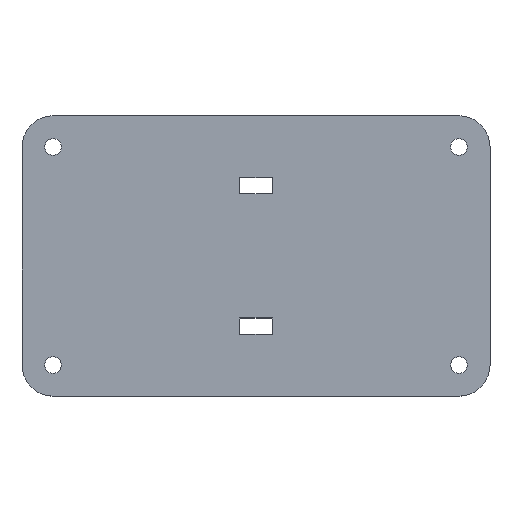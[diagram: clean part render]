
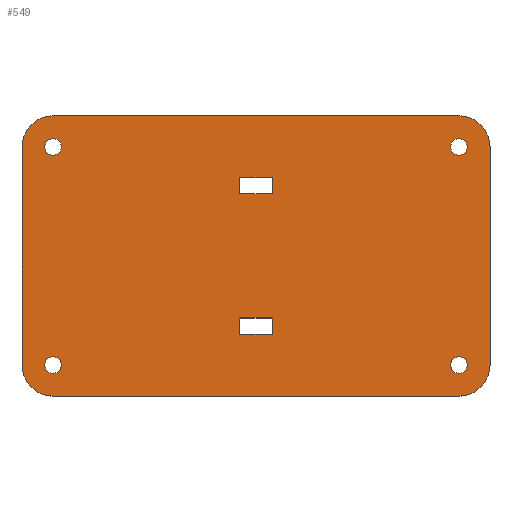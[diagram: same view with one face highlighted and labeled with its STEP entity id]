
A CAD part, top view. The second image highlights one B-rep face of the part: STEP entity #549.
In plain terms, the highlighted planar face has unit normal (0, 0, 1).
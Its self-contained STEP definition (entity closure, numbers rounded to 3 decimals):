
#19=FACE_BOUND('',#112,.T.);
#20=FACE_BOUND('',#113,.T.);
#21=FACE_BOUND('',#114,.T.);
#22=FACE_BOUND('',#115,.T.);
#23=FACE_BOUND('',#116,.T.);
#24=FACE_BOUND('',#117,.T.);
#47=PLANE('',#626);
#77=FACE_OUTER_BOUND('',#111,.T.);
#111=EDGE_LOOP('',(#469,#470,#471,#472,#473,#474,#475,#476));
#112=EDGE_LOOP('',(#477,#478,#479,#480));
#113=EDGE_LOOP('',(#481,#482,#483,#484));
#114=EDGE_LOOP('',(#485));
#115=EDGE_LOOP('',(#486));
#116=EDGE_LOOP('',(#487));
#117=EDGE_LOOP('',(#488));
#131=LINE('',#830,#179);
#134=LINE('',#836,#182);
#137=LINE('',#842,#185);
#140=LINE('',#846,#188);
#143=LINE('',#854,#191);
#146=LINE('',#860,#194);
#149=LINE('',#866,#197);
#152=LINE('',#870,#200);
#159=LINE('',#894,#207);
#163=LINE('',#906,#211);
#167=LINE('',#918,#215);
#171=LINE('',#930,#219);
#179=VECTOR('',#678,10.);
#182=VECTOR('',#683,10.);
#185=VECTOR('',#688,10.);
#188=VECTOR('',#693,10.);
#191=VECTOR('',#698,10.);
#194=VECTOR('',#703,10.);
#197=VECTOR('',#708,10.);
#200=VECTOR('',#713,10.);
#207=VECTOR('',#738,10.);
#211=VECTOR('',#750,10.);
#215=VECTOR('',#762,10.);
#219=VECTOR('',#774,10.);
#233=CIRCLE('',#603,1.536);
#234=CIRCLE('',#605,1.536);
#235=CIRCLE('',#607,1.536);
#236=CIRCLE('',#609,1.536);
#238=CIRCLE('',#613,5.761);
#240=CIRCLE('',#617,5.761);
#242=CIRCLE('',#621,5.761);
#244=CIRCLE('',#625,5.761);
#259=VERTEX_POINT('',#827);
#260=VERTEX_POINT('',#829);
#262=VERTEX_POINT('',#835);
#264=VERTEX_POINT('',#841);
#267=VERTEX_POINT('',#851);
#268=VERTEX_POINT('',#853);
#270=VERTEX_POINT('',#859);
#272=VERTEX_POINT('',#865);
#273=VERTEX_POINT('',#872);
#274=VERTEX_POINT('',#876);
#275=VERTEX_POINT('',#880);
#276=VERTEX_POINT('',#884);
#279=VERTEX_POINT('',#891);
#280=VERTEX_POINT('',#893);
#282=VERTEX_POINT('',#899);
#284=VERTEX_POINT('',#905);
#286=VERTEX_POINT('',#911);
#288=VERTEX_POINT('',#917);
#290=VERTEX_POINT('',#923);
#292=VERTEX_POINT('',#929);
#311=EDGE_CURVE('',#260,#259,#131,.T.);
#314=EDGE_CURVE('',#262,#260,#134,.T.);
#317=EDGE_CURVE('',#264,#262,#137,.T.);
#320=EDGE_CURVE('',#259,#264,#140,.T.);
#323=EDGE_CURVE('',#268,#267,#143,.T.);
#326=EDGE_CURVE('',#270,#268,#146,.T.);
#329=EDGE_CURVE('',#272,#270,#149,.T.);
#332=EDGE_CURVE('',#267,#272,#152,.T.);
#333=EDGE_CURVE('',#273,#273,#233,.T.);
#335=EDGE_CURVE('',#274,#274,#234,.T.);
#337=EDGE_CURVE('',#275,#275,#235,.T.);
#339=EDGE_CURVE('',#276,#276,#236,.T.);
#343=EDGE_CURVE('',#280,#279,#159,.T.);
#346=EDGE_CURVE('',#282,#280,#238,.T.);
#349=EDGE_CURVE('',#284,#282,#163,.T.);
#352=EDGE_CURVE('',#286,#284,#240,.T.);
#355=EDGE_CURVE('',#288,#286,#167,.T.);
#358=EDGE_CURVE('',#290,#288,#242,.T.);
#361=EDGE_CURVE('',#292,#290,#171,.T.);
#364=EDGE_CURVE('',#279,#292,#244,.T.);
#469=ORIENTED_EDGE('',*,*,#364,.T.);
#470=ORIENTED_EDGE('',*,*,#361,.T.);
#471=ORIENTED_EDGE('',*,*,#358,.T.);
#472=ORIENTED_EDGE('',*,*,#355,.T.);
#473=ORIENTED_EDGE('',*,*,#352,.T.);
#474=ORIENTED_EDGE('',*,*,#349,.T.);
#475=ORIENTED_EDGE('',*,*,#346,.T.);
#476=ORIENTED_EDGE('',*,*,#343,.T.);
#477=ORIENTED_EDGE('',*,*,#317,.T.);
#478=ORIENTED_EDGE('',*,*,#314,.T.);
#479=ORIENTED_EDGE('',*,*,#311,.T.);
#480=ORIENTED_EDGE('',*,*,#320,.T.);
#481=ORIENTED_EDGE('',*,*,#329,.T.);
#482=ORIENTED_EDGE('',*,*,#326,.T.);
#483=ORIENTED_EDGE('',*,*,#323,.T.);
#484=ORIENTED_EDGE('',*,*,#332,.T.);
#485=ORIENTED_EDGE('',*,*,#339,.T.);
#486=ORIENTED_EDGE('',*,*,#337,.T.);
#487=ORIENTED_EDGE('',*,*,#335,.T.);
#488=ORIENTED_EDGE('',*,*,#333,.T.);
#549=ADVANCED_FACE('',(#77,#19,#20,#21,#22,#23,#24),#47,.T.);
#603=AXIS2_PLACEMENT_3D('',#873,#716,#717);
#605=AXIS2_PLACEMENT_3D('',#877,#721,#722);
#607=AXIS2_PLACEMENT_3D('',#881,#726,#727);
#609=AXIS2_PLACEMENT_3D('',#885,#731,#732);
#613=AXIS2_PLACEMENT_3D('',#900,#744,#745);
#617=AXIS2_PLACEMENT_3D('',#912,#756,#757);
#621=AXIS2_PLACEMENT_3D('',#924,#768,#769);
#625=AXIS2_PLACEMENT_3D('',#934,#780,#781);
#626=AXIS2_PLACEMENT_3D('',#935,#782,#783);
#678=DIRECTION('',(-1.,0.,0.));
#683=DIRECTION('',(0.,-1.,0.));
#688=DIRECTION('',(1.,0.,0.));
#693=DIRECTION('',(0.,1.,0.));
#698=DIRECTION('',(0.,1.,0.));
#703=DIRECTION('',(-1.,0.,0.));
#708=DIRECTION('',(0.,-1.,0.));
#713=DIRECTION('',(1.,0.,0.));
#716=DIRECTION('center_axis',(0.,0.,-1.));
#717=DIRECTION('ref_axis',(-1.,0.,0.));
#721=DIRECTION('center_axis',(0.,0.,-1.));
#722=DIRECTION('ref_axis',(-1.,0.,0.));
#726=DIRECTION('center_axis',(0.,0.,-1.));
#727=DIRECTION('ref_axis',(-1.,0.,0.));
#731=DIRECTION('center_axis',(0.,0.,-1.));
#732=DIRECTION('ref_axis',(-1.,0.,0.));
#738=DIRECTION('',(1.,0.,0.));
#744=DIRECTION('center_axis',(0.,0.,1.));
#745=DIRECTION('ref_axis',(-1.,0.,0.));
#750=DIRECTION('',(0.,-1.,0.));
#756=DIRECTION('center_axis',(0.,0.,1.));
#757=DIRECTION('ref_axis',(0.,1.,0.));
#762=DIRECTION('',(-1.,0.,0.));
#768=DIRECTION('center_axis',(0.,0.,1.));
#769=DIRECTION('ref_axis',(1.,0.,0.));
#774=DIRECTION('',(0.,1.,0.));
#780=DIRECTION('center_axis',(0.,0.,1.));
#781=DIRECTION('ref_axis',(0.,-1.,0.));
#782=DIRECTION('center_axis',(0.,0.,1.));
#783=DIRECTION('ref_axis',(1.,0.,0.));
#827=CARTESIAN_POINT('',(-3.,-14.487,2.5));
#829=CARTESIAN_POINT('',(3.,-14.487,2.5));
#830=CARTESIAN_POINT('',(1.5,-14.487,2.5));
#835=CARTESIAN_POINT('',(3.,-11.487,2.5));
#836=CARTESIAN_POINT('',(3.,-5.743,2.5));
#841=CARTESIAN_POINT('',(-3.,-11.487,2.5));
#842=CARTESIAN_POINT('',(-1.5,-11.487,2.5));
#846=CARTESIAN_POINT('',(-3.,-7.243,2.5));
#851=CARTESIAN_POINT('',(-3.,14.487,2.5));
#853=CARTESIAN_POINT('',(-3.,11.487,2.5));
#854=CARTESIAN_POINT('',(-3.,5.743,2.5));
#859=CARTESIAN_POINT('',(3.,11.487,2.5));
#860=CARTESIAN_POINT('',(1.5,11.487,2.5));
#865=CARTESIAN_POINT('',(3.,14.487,2.5));
#866=CARTESIAN_POINT('',(3.,7.243,2.5));
#870=CARTESIAN_POINT('',(-1.5,14.487,2.5));
#872=CARTESIAN_POINT('',(-36.055,20.212,2.5));
#873=CARTESIAN_POINT('Origin',(-37.591,20.212,2.5));
#876=CARTESIAN_POINT('',(-36.055,-20.212,2.5));
#877=CARTESIAN_POINT('Origin',(-37.591,-20.212,2.5));
#880=CARTESIAN_POINT('',(39.127,20.212,2.5));
#881=CARTESIAN_POINT('Origin',(37.591,20.212,2.5));
#884=CARTESIAN_POINT('',(39.127,-20.212,2.5));
#885=CARTESIAN_POINT('Origin',(37.591,-20.212,2.5));
#891=CARTESIAN_POINT('',(37.591,-25.973,2.5));
#893=CARTESIAN_POINT('',(-37.591,-25.973,2.5));
#894=CARTESIAN_POINT('',(-37.591,-25.973,2.5));
#899=CARTESIAN_POINT('',(-43.352,-20.212,2.5));
#900=CARTESIAN_POINT('Origin',(-37.591,-20.212,2.5));
#905=CARTESIAN_POINT('',(-43.352,20.212,2.5));
#906=CARTESIAN_POINT('',(-43.352,20.212,2.5));
#911=CARTESIAN_POINT('',(-37.591,25.973,2.5));
#912=CARTESIAN_POINT('Origin',(-37.591,20.212,2.5));
#917=CARTESIAN_POINT('',(37.591,25.973,2.5));
#918=CARTESIAN_POINT('',(37.591,25.973,2.5));
#923=CARTESIAN_POINT('',(43.352,20.212,2.5));
#924=CARTESIAN_POINT('Origin',(37.591,20.212,2.5));
#929=CARTESIAN_POINT('',(43.352,-20.212,2.5));
#930=CARTESIAN_POINT('',(43.352,-20.212,2.5));
#934=CARTESIAN_POINT('Origin',(37.591,-20.212,2.5));
#935=CARTESIAN_POINT('Origin',(0.,0.,
2.5));
